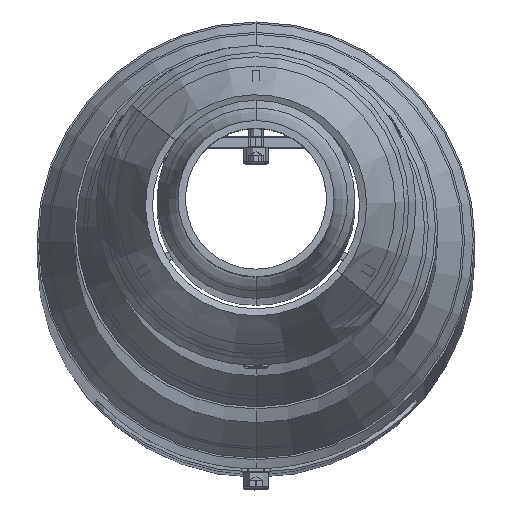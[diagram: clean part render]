
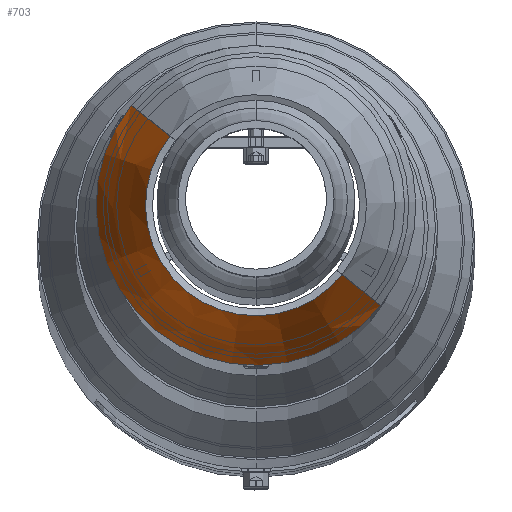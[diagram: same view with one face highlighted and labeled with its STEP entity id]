
A CAD part, top view. The second image highlights one B-rep face of the part: STEP entity #703.
In plain terms, the highlighted conical face has half-angle 25.408 degrees and reference radius 42.5 mm.
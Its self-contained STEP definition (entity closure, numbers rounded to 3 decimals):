
#540 = VECTOR ( 'NONE', #1489, 1000. ) ;
#703 = ADVANCED_FACE ( 'NONE', ( #7329 ), #3023, .T. ) ;
#1021 = CARTESIAN_POINT ( 'NONE',  ( 0., 40., -42.5 ) ) ;
#1489 = DIRECTION ( 'NONE',  ( 0., -0.903, 0.429 ) ) ;
#2064 = VERTEX_POINT ( 'NONE', #7763 ) ;
#2137 = CIRCLE ( 'NONE', #3916, 61.5 ) ;
#2207 = ORIENTED_EDGE ( 'NONE', *, *, #8467, .F. ) ;
#2643 = EDGE_LOOP ( 'NONE', ( #7611, #3168, #8042, #2207 ) ) ;
#2820 = DIRECTION ( 'NONE',  ( 0., -1., 0. ) ) ;
#3023 = CONICAL_SURFACE ( 'NONE', #6343, 42.5, 0.443 ) ;
#3168 = ORIENTED_EDGE ( 'NONE', *, *, #6571, .T. ) ;
#3235 = CARTESIAN_POINT ( 'NONE',  ( 0., 40., 0. ) ) ;
#3258 = DIRECTION ( 'NONE',  ( 0., 0., -1. ) ) ;
#3370 = LINE ( 'NONE', #6581, #4652 ) ;
#3916 = AXIS2_PLACEMENT_3D ( 'NONE', #6518, #3949, #3258 ) ;
#3949 = DIRECTION ( 'NONE',  ( 0., -1., 0. ) ) ;
#3969 = DIRECTION ( 'NONE',  ( 0., 0., -1. ) ) ;
#4028 = VERTEX_POINT ( 'NONE', #7954 ) ;
#4652 = VECTOR ( 'NONE', #6017, 1000. ) ;
#4677 = DIRECTION ( 'NONE',  ( 0., -1., 0. ) ) ;
#4685 = DIRECTION ( 'NONE',  ( 0., 0., -1. ) ) ;
#5058 = AXIS2_PLACEMENT_3D ( 'NONE', #8155, #2820, #4685 ) ;
#6017 = DIRECTION ( 'NONE',  ( 0., -0.903, -0.429 ) ) ;
#6043 = EDGE_CURVE ( 'NONE', #8002, #4028, #7988, .T. ) ;
#6312 = CARTESIAN_POINT ( 'NONE',  ( 0., 40., 42.5 ) ) ;
#6320 = EDGE_CURVE ( 'NONE', #8318, #2064, #3370, .T. ) ;
#6343 = AXIS2_PLACEMENT_3D ( 'NONE', #3235, #4677, #3969 ) ;
#6518 = CARTESIAN_POINT ( 'NONE',  ( 0., 0., 0. ) ) ;
#6571 = EDGE_CURVE ( 'NONE', #8002, #8318, #7695, .T. ) ;
#6581 = CARTESIAN_POINT ( 'NONE',  ( 0., 40., -42.5 ) ) ;
#6682 = CARTESIAN_POINT ( 'NONE',  ( 0., 40., 42.5 ) ) ;
#7329 = FACE_OUTER_BOUND ( 'NONE', #2643, .T. ) ;
#7611 = ORIENTED_EDGE ( 'NONE', *, *, #6043, .F. ) ;
#7695 = CIRCLE ( 'NONE', #5058, 42.5 ) ;
#7763 = CARTESIAN_POINT ( 'NONE',  ( 0., 0., -61.5 ) ) ;
#7954 = CARTESIAN_POINT ( 'NONE',  ( 0., 0., 61.5 ) ) ;
#7988 = LINE ( 'NONE', #6682, #540 ) ;
#8002 = VERTEX_POINT ( 'NONE', #6312 ) ;
#8042 = ORIENTED_EDGE ( 'NONE', *, *, #6320, .T. ) ;
#8155 = CARTESIAN_POINT ( 'NONE',  ( 0., 40., 0. ) ) ;
#8318 = VERTEX_POINT ( 'NONE', #1021 ) ;
#8467 = EDGE_CURVE ( 'NONE', #4028, #2064, #2137, .T. ) ;
